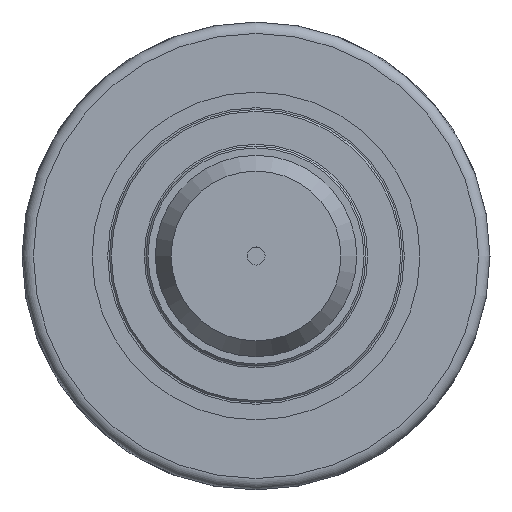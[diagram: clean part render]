
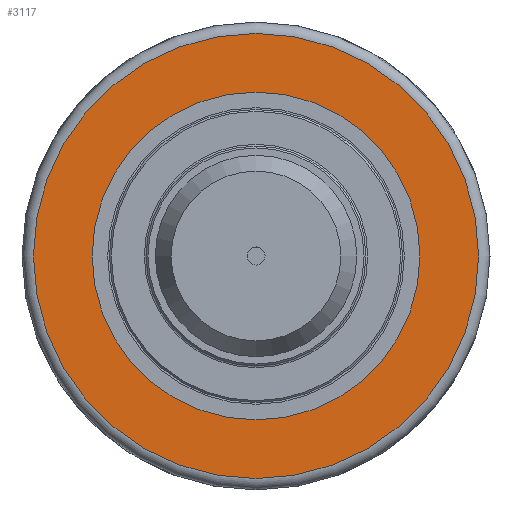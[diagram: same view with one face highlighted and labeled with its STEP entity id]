
A CAD part, left-side view. The second image highlights one B-rep face of the part: STEP entity #3117.
In plain terms, the highlighted planar face has unit normal (-1, 0, 0).
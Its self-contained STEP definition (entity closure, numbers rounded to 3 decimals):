
#526=FACE_BOUND('',#943,.T.);
#594=PLANE('',#3486);
#749=FACE_OUTER_BOUND('',#942,.T.);
#942=EDGE_LOOP('',(#2764,#2765));
#943=EDGE_LOOP('',(#2766,#2767));
#1125=CIRCLE('',#3464,44.75);
#1126=CIRCLE('',#3465,44.75);
#1141=CIRCLE('',#3484,60.78);
#1142=CIRCLE('',#3485,60.78);
#1442=VERTEX_POINT('',#6053);
#1443=VERTEX_POINT('',#6054);
#1455=VERTEX_POINT('',#6114);
#1456=VERTEX_POINT('',#6116);
#1878=EDGE_CURVE('',#1442,#1443,#1125,.T.);
#1879=EDGE_CURVE('',#1443,#1442,#1126,.T.);
#1896=EDGE_CURVE('',#1455,#1456,#1141,.T.);
#1897=EDGE_CURVE('',#1456,#1455,#1142,.T.);
#2764=ORIENTED_EDGE('',*,*,#1897,.F.);
#2765=ORIENTED_EDGE('',*,*,#1896,.F.);
#2766=ORIENTED_EDGE('',*,*,#1879,.T.);
#2767=ORIENTED_EDGE('',*,*,#1878,.T.);
#3117=ADVANCED_FACE('',(#749,#526),#594,.T.);
#3464=AXIS2_PLACEMENT_3D('',#6055,#4293,#4294);
#3465=AXIS2_PLACEMENT_3D('',#6056,#4295,#4296);
#3484=AXIS2_PLACEMENT_3D('',#6117,#4335,#4336);
#3485=AXIS2_PLACEMENT_3D('',#6118,#4337,#4338);
#3486=AXIS2_PLACEMENT_3D('',#6119,#4339,#4340);
#4293=DIRECTION('center_axis',(1.,0.,0.));
#4294=DIRECTION('ref_axis',(0.,0.,
-1.));
#4295=DIRECTION('center_axis',(1.,0.,0.));
#4296=DIRECTION('ref_axis',(0.,0.,
-1.));
#4335=DIRECTION('center_axis',(1.,0.,0.));
#4336=DIRECTION('ref_axis',(0.,0.,
1.));
#4337=DIRECTION('center_axis',(1.,0.,0.));
#4338=DIRECTION('ref_axis',(0.,0.,
1.));
#4339=DIRECTION('center_axis',(-1.,0.,0.));
#4340=DIRECTION('ref_axis',(0.,1.,0.));
#6053=CARTESIAN_POINT('',(30.1,0.,44.75));
#6054=CARTESIAN_POINT('',(30.1,0.,-44.75));
#6055=CARTESIAN_POINT('Origin',(30.1,0.,0.));
#6056=CARTESIAN_POINT('Origin',(30.1,0.,0.));
#6114=CARTESIAN_POINT('',(30.1,60.78,0.));
#6116=CARTESIAN_POINT('',(30.1,0.,-60.78));
#6117=CARTESIAN_POINT('Origin',(30.1,0.,0.));
#6118=CARTESIAN_POINT('Origin',(30.1,0.,0.));
#6119=CARTESIAN_POINT('Origin',(30.1,0.,-54.239));
